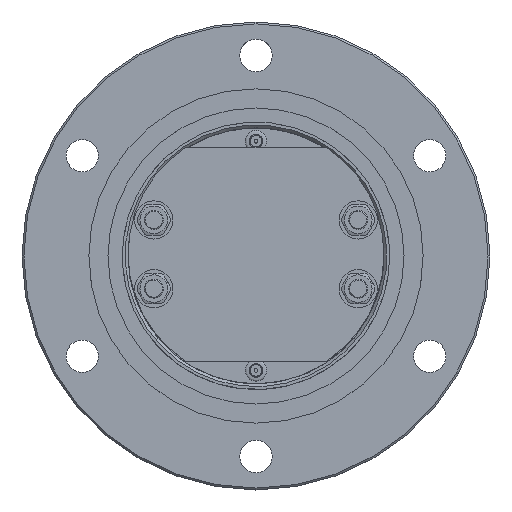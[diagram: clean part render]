
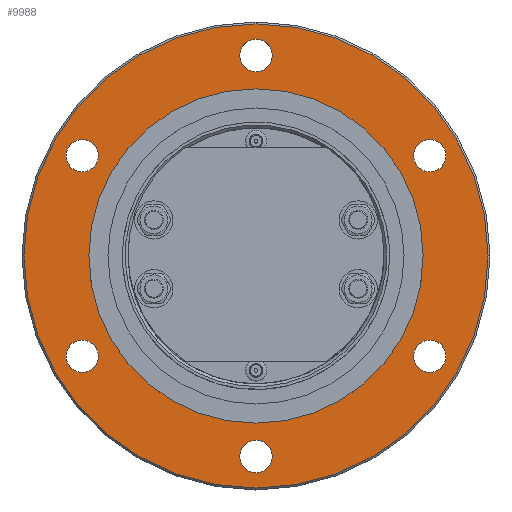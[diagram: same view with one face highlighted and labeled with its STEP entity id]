
A CAD part, top view. The second image highlights one B-rep face of the part: STEP entity #9988.
In plain terms, the highlighted planar face has unit normal (0, 0, 1).
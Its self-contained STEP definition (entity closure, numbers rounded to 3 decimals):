
#9988=ADVANCED_FACE('',(#10639,#10641,#10643,#10645,#10647,#10649,#10651,#10653),
#10655,.T.);
#10639=FACE_BOUND('',#10640,.T.);
#10640=EDGE_LOOP('',(#15724));
#10641=FACE_BOUND('',#10642,.T.);
#10642=EDGE_LOOP('',(#15725));
#10643=FACE_BOUND('',#10644,.T.);
#10644=EDGE_LOOP('',(#15726));
#10645=FACE_BOUND('',#10646,.T.);
#10646=EDGE_LOOP('',(#15727));
#10647=FACE_BOUND('',#10648,.T.);
#10648=EDGE_LOOP('',(#15728));
#10649=FACE_BOUND('',#10650,.T.);
#10650=EDGE_LOOP('',(#15729));
#10651=FACE_BOUND('',#10652,.T.);
#10652=EDGE_LOOP('',(#15730));
#10653=FACE_OUTER_BOUND('',#10654,.T.);
#10654=EDGE_LOOP('',(#15731));
#10655=PLANE('',#10656);
#10656=AXIS2_PLACEMENT_3D('',#10657,#10658,#10659);
#10657=CARTESIAN_POINT('',(0.,0.,11.));
#10658=DIRECTION('',(0.,0.,1.));
#10659=DIRECTION('',(1.,0.,0.));
#15724=ORIENTED_EDGE('',*,*,#18592,.T.);
#15725=ORIENTED_EDGE('',*,*,#18593,.T.);
#15726=ORIENTED_EDGE('',*,*,#18594,.T.);
#15727=ORIENTED_EDGE('',*,*,#18595,.T.);
#15728=ORIENTED_EDGE('',*,*,#18596,.T.);
#15729=ORIENTED_EDGE('',*,*,#18597,.T.);
#15730=ORIENTED_EDGE('',*,*,#18598,.F.);
#15731=ORIENTED_EDGE('',*,*,#18599,.T.);
#18592=EDGE_CURVE('',#20024,#20024,#20025,.F.);
#18593=EDGE_CURVE('',#20026,#20026,#20027,.F.);
#18594=EDGE_CURVE('',#20028,#20028,#20029,.F.);
#18595=EDGE_CURVE('',#20030,#20030,#20031,.F.);
#18596=EDGE_CURVE('',#20032,#20032,#20033,.F.);
#18597=EDGE_CURVE('',#20034,#20034,#20035,.F.);
#18598=EDGE_CURVE('',#20036,#20036,#20037,.T.);
#18599=EDGE_CURVE('',#20038,#20038,#20039,.T.);
#20024=VERTEX_POINT('',#22357);
#20025=CIRCLE('',#22358,8.5);
#20026=VERTEX_POINT('',#22362);
#20027=CIRCLE('',#22363,8.5);
#20028=VERTEX_POINT('',#22367);
#20029=CIRCLE('',#22368,8.5);
#20030=VERTEX_POINT('',#22372);
#20031=CIRCLE('',#22373,8.5);
#20032=VERTEX_POINT('',#22377);
#20033=CIRCLE('',#22378,8.5);
#20034=VERTEX_POINT('',#22382);
#20035=CIRCLE('',#22383,8.5);
#20036=VERTEX_POINT('',#22387);
#20037=CIRCLE('',#22388,87.5);
#20038=VERTEX_POINT('',#22392);
#20039=CIRCLE('',#22393,121.5);
#22357=CARTESIAN_POINT('',(-82.433,-52.5,11.));
#22358=AXIS2_PLACEMENT_3D('',#22359,#22360,#22361);
#22359=CARTESIAN_POINT('',(-90.933,-52.5,11.));
#22360=DIRECTION('',(0.,0.,1.));
#22361=DIRECTION('',(1.,0.,0.));
#22362=CARTESIAN_POINT('',(8.5,-105.,11.));
#22363=AXIS2_PLACEMENT_3D('',#22364,#22365,#22366);
#22364=CARTESIAN_POINT('',(0.,-105.,11.));
#22365=DIRECTION('',(0.,0.,1.));
#22366=DIRECTION('',(1.,0.,0.));
#22367=CARTESIAN_POINT('',(99.433,-52.5,11.));
#22368=AXIS2_PLACEMENT_3D('',#22369,#22370,#22371);
#22369=CARTESIAN_POINT('',(90.933,-52.5,11.));
#22370=DIRECTION('',(0.,0.,1.));
#22371=DIRECTION('',(1.,0.,0.));
#22372=CARTESIAN_POINT('',(99.433,52.5,11.));
#22373=AXIS2_PLACEMENT_3D('',#22374,#22375,#22376);
#22374=CARTESIAN_POINT('',(90.933,52.5,11.));
#22375=DIRECTION('',(0.,0.,1.));
#22376=DIRECTION('',(1.,0.,0.));
#22377=CARTESIAN_POINT('',(8.5,105.,11.));
#22378=AXIS2_PLACEMENT_3D('',#22379,#22380,#22381);
#22379=CARTESIAN_POINT('',(0.,105.,11.));
#22380=DIRECTION('',(0.,0.,1.));
#22381=DIRECTION('',(1.,0.,0.));
#22382=CARTESIAN_POINT('',(-82.433,52.5,11.));
#22383=AXIS2_PLACEMENT_3D('',#22384,#22385,#22386);
#22384=CARTESIAN_POINT('',(-90.933,52.5,11.));
#22385=DIRECTION('',(0.,0.,1.));
#22386=DIRECTION('',(1.,0.,0.));
#22387=CARTESIAN_POINT('',(87.5,0.,11.));
#22388=AXIS2_PLACEMENT_3D('',#22389,#22390,#22391);
#22389=CARTESIAN_POINT('',(0.,0.,11.));
#22390=DIRECTION('',(0.,0.,1.));
#22391=DIRECTION('',(1.,0.,0.));
#22392=CARTESIAN_POINT('',(121.5,0.,11.));
#22393=AXIS2_PLACEMENT_3D('',#22394,#22395,#22396);
#22394=CARTESIAN_POINT('',(0.,0.,11.));
#22395=DIRECTION('',(0.,0.,1.));
#22396=DIRECTION('',(1.,0.,0.));
